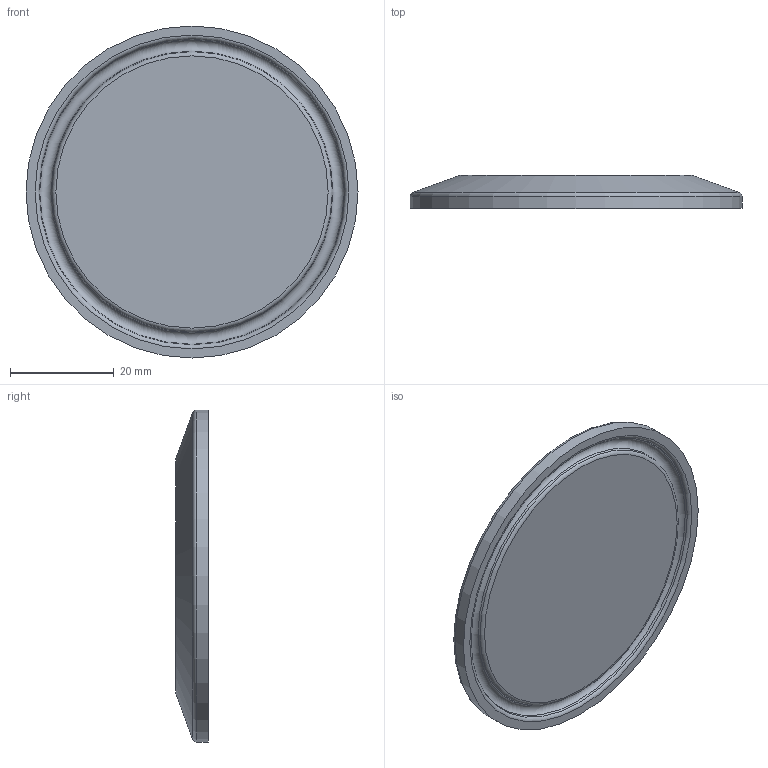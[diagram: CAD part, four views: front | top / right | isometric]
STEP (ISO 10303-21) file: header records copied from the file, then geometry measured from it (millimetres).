
FILE_DESCRIPTION(('Clamp-Endcap_Fl64_L6,35_V00'),'2;1');
FILE_NAME('Clamp-Endcap_Fl64_L6,35_V00.stp','2013-11-03T18:06:32',('DOCKWEILER AG'),('DOCKWEILER AG'),'Autodesk Inventor 2012','Autodesk Inventor 2012','');
FILE_SCHEMA(('CONFIG_CONTROL_DESIGN'));
Length unit declared in the file: millimetre
Products named in the file (1): N0002_004_001
Bounding box: 64 x 6.35 x 64 mm (x, y, z)
Volume: 16749.7 mm3; surface area: 7349.8 mm2
Topology: 1 solids, 1 shells, 11 faces, 18 edges, 10 vertices
Faces by surface type: torus 4, plane 3, cone 3, cylinder 1
Full cylindrical faces by diameter (mm): 64 x1
Entity records: 240 total; most frequent: DIRECTION 44, CARTESIAN_POINT 32, AXIS2_PLACEMENT_3D 22, ORIENTED_EDGE 20, EDGE_LOOP 20, FACE_OUTER_BOUND 11, ADVANCED_FACE 11, VERTEX_POINT 10
